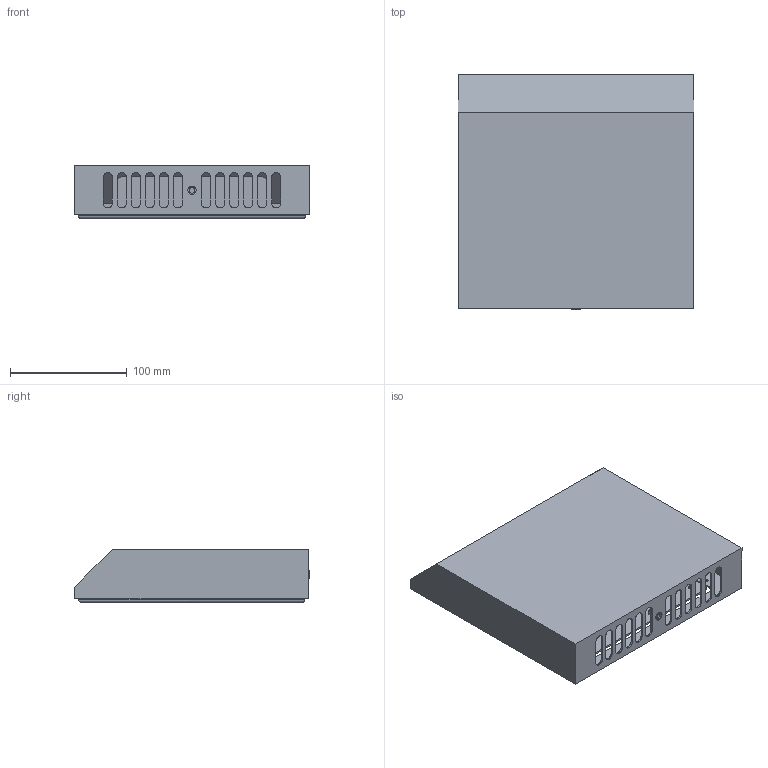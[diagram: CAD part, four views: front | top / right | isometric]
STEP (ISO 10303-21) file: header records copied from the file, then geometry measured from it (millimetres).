
FILE_DESCRIPTION (( 'STEP AP203' ), '1' );
FILE_NAME ('TI-00D-KZ-012-012 TITAN Êîæóõ çàùèòíûé âåíò. ðåøåòêè 120õ120 IP56 IEK_óïðîùåííàÿ.STEP', '2024-09-12T08:50:43', ( '' ), ( '' ), 'SwSTEP 2.0', 'SolidWorks 2022', '' );
FILE_SCHEMA (( 'CONFIG_CONTROL_DESIGN' ));
Length unit declared in the file: millimetre
Products named in the file (3): TI-00D-KZ-012-012 TITAN Кожух защитный вент. решетки 120х120 IP56 IEK_упрощенная; Рамка_120х120; Накладка_120х120
Assembly tree (2 placements, depth 2):
  TI-00D-KZ-012-012 TITAN Кожух защитный вент. решетки 120х120 IP56 IEK_упрощенная
    Рамка_120х120
    Накладка_120х120
Bounding box: 201.4 x 200.5 x 45 mm (x, y, z)
Volume: 145468.3 mm3; surface area: 190219.7 mm2
Topology: 6 solids, 6 shells, 171 faces, 453 edges, 300 vertices
Faces by surface type: plane 122, cylinder 49
Full cylindrical faces by diameter (mm): 5 x1, 6 x1, 6.5 x4, 7 x1
Entity records: 5593 total; most frequent: CARTESIAN_POINT 942, ORIENTED_EDGE 888, DIRECTION 870, EDGE_CURVE 444, LINE 354, VECTOR 354, VERTEX_POINT 298, AXIS2_PLACEMENT_3D 258
